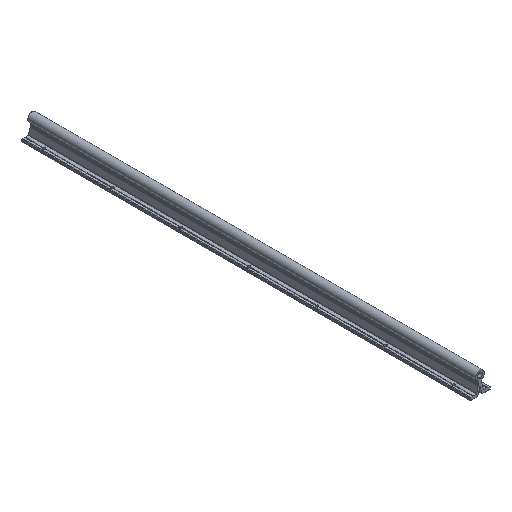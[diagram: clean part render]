
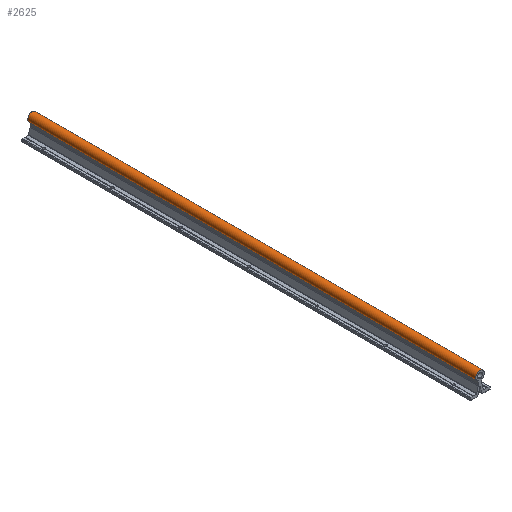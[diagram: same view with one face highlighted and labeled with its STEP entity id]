
A CAD part, isometric view. The second image highlights one B-rep face of the part: STEP entity #2625.
In plain terms, the highlighted cylindrical face has radius 9.525 mm (diameter 19.05 mm), a partial arc.
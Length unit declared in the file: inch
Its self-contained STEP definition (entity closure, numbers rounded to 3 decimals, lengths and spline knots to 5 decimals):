
#57 = CIRCLE ( 'NONE', #3090, 0.375 ) ;
#144 = LINE ( 'NONE', #516, #2523 ) ;
#221 = AXIS2_PLACEMENT_3D ( 'NONE', #2263, #1358, #3749 ) ;
#329 = ORIENTED_EDGE ( 'NONE', *, *, #3600, .T. ) ;
#516 = CARTESIAN_POINT ( 'NONE',  ( -0.15559, 0., 1.1588 ) ) ;
#548 = LINE ( 'NONE', #3264, #1890 ) ;
#646 = CARTESIAN_POINT ( 'NONE',  ( 0.15559, -39.38504, 1.1588 ) ) ;
#776 = VERTEX_POINT ( 'NONE', #3452 ) ;
#1182 = ORIENTED_EDGE ( 'NONE', *, *, #1955, .T. ) ;
#1358 = DIRECTION ( 'NONE',  ( 0., -1., 0. ) ) ;
#1391 = CARTESIAN_POINT ( 'NONE',  ( -0.15559, -39.38504, 1.1588 ) ) ;
#1446 = DIRECTION ( 'NONE',  ( 0., 0., -1. ) ) ;
#1453 = CYLINDRICAL_SURFACE ( 'NONE', #221, 0.375 ) ;
#1473 = AXIS2_PLACEMENT_3D ( 'NONE', #2016, #3789, #1446 ) ;
#1592 = VERTEX_POINT ( 'NONE', #1391 ) ;
#1865 = FACE_OUTER_BOUND ( 'NONE', #2734, .T. ) ;
#1890 = VECTOR ( 'NONE', #3523, 39.37008 ) ;
#1919 = CIRCLE ( 'NONE', #1473, 0.375 ) ;
#1955 = EDGE_CURVE ( 'NONE', #3486, #1592, #144, .T. ) ;
#2016 = CARTESIAN_POINT ( 'NONE',  ( 0., -0.01496, 1.5 ) ) ;
#2047 = DIRECTION ( 'NONE',  ( 0., -1., 0. ) ) ;
#2075 = EDGE_CURVE ( 'NONE', #2407, #1592, #57, .T. ) ;
#2263 = CARTESIAN_POINT ( 'NONE',  ( 0., 0., 1.5 ) ) ;
#2407 = VERTEX_POINT ( 'NONE', #646 ) ;
#2523 = VECTOR ( 'NONE', #2573, 39.37008 ) ;
#2573 = DIRECTION ( 'NONE',  ( 0., -1., 0. ) ) ;
#2623 = DIRECTION ( 'NONE',  ( 0., 0., 1. ) ) ;
#2625 = ADVANCED_FACE ( 'NONE', ( #1865 ), #1453, .T. ) ;
#2734 = EDGE_LOOP ( 'NONE', ( #329, #3725, #1182, #3707 ) ) ;
#2768 = EDGE_CURVE ( 'NONE', #3486, #776, #1919, .T. ) ;
#3090 = AXIS2_PLACEMENT_3D ( 'NONE', #3504, #2047, #2623 ) ;
#3264 = CARTESIAN_POINT ( 'NONE',  ( 0.15559, 0., 1.1588 ) ) ;
#3452 = CARTESIAN_POINT ( 'NONE',  ( 0.15559, -0.01496, 1.1588 ) ) ;
#3486 = VERTEX_POINT ( 'NONE', #3744 ) ;
#3504 = CARTESIAN_POINT ( 'NONE',  ( 0., -39.38504, 1.5 ) ) ;
#3523 = DIRECTION ( 'NONE',  ( 0., 1., 0. ) ) ;
#3600 = EDGE_CURVE ( 'NONE', #2407, #776, #548, .T. ) ;
#3707 = ORIENTED_EDGE ( 'NONE', *, *, #2075, .F. ) ;
#3725 = ORIENTED_EDGE ( 'NONE', *, *, #2768, .F. ) ;
#3744 = CARTESIAN_POINT ( 'NONE',  ( -0.15559, -0.01496, 1.1588 ) ) ;
#3749 = DIRECTION ( 'NONE',  ( 0., 0., -1. ) ) ;
#3789 = DIRECTION ( 'NONE',  ( 0., 1., 0. ) ) ;
